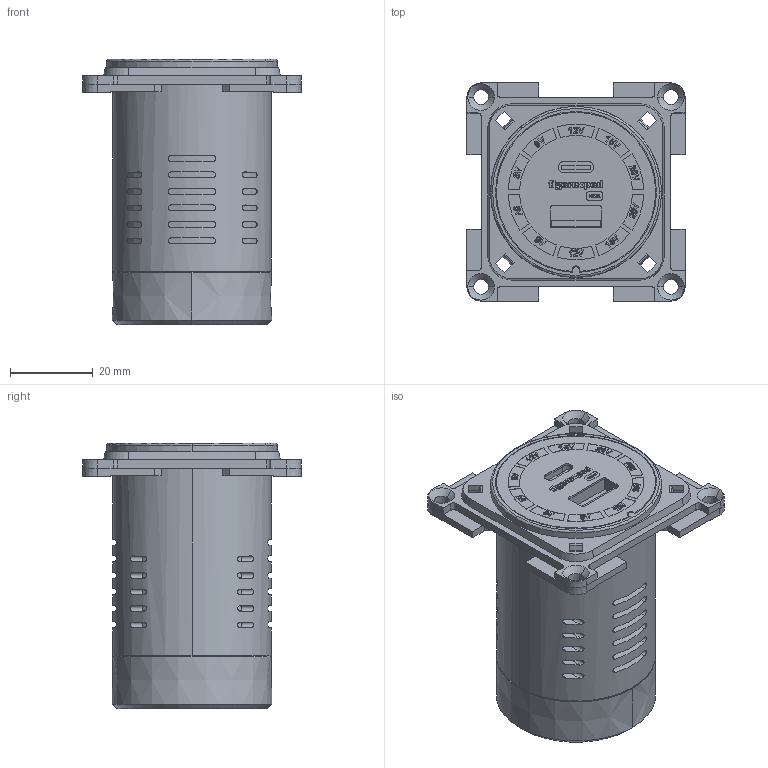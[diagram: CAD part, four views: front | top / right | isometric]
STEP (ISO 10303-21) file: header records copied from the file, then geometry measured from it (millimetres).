
FILE_DESCRIPTION (( 'STEP AP214' ), '1' );
FILE_NAME ('AS903 3D 外觀參考_20231006.STEP', '2023-10-06T10:24:43', ( 'u' ), ( '' ), 'SwSTEP 2.0', 'SolidWorks 2016', '' );
FILE_SCHEMA (( 'AUTOMOTIVE_DESIGN' ));
Length unit declared in the file: millimetre
Products named in the file (4): TAS-1901貼紙; AS-903底板(3D外觀參考)_20231006; AS-903(3D外觀參考)_20231006; AS903 3D 外觀參考_20231006
Assembly tree (3 placements, depth 2):
  AS903 3D 外觀參考_20231006
    AS-903(3D外觀參考)_20231006
    AS-903底板(3D外觀參考)_20231006
    TAS-1901貼紙
Bounding box: 52.9 x 52.9 x 64.3 mm (x, y, z)
Volume: 72719.3 mm3; surface area: 26468.4 mm2
Topology: 3 solids, 10 shells, 1565 faces, 4102 edges, 2680 vertices
Faces by surface type: plane 802, bspline 352, cone 208, cylinder 170, torus 19, sphere 14
Entity records: 60908 total; most frequent: CARTESIAN_POINT 25150, ORIENTED_EDGE 8198, DIRECTION 5809, EDGE_CURVE 4099, VERTEX_POINT 2680, VECTOR 2345, LINE 2345, AXIS2_PLACEMENT_3D 1732
